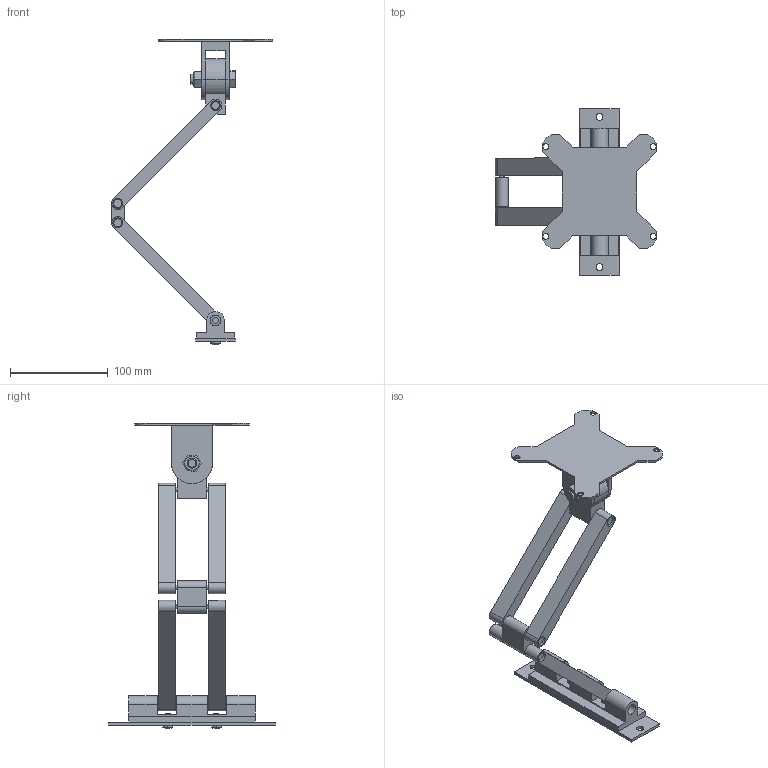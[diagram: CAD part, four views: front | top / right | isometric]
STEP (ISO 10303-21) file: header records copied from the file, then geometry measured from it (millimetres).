
FILE_DESCRIPTION (( 'STEP AP214' ), '1' );
FILE_NAME ('6920534', '2019-01-31T12:08:10', ( '' ), ('JUGARD+KÜNSTNER GmbH'), 'SwSTEP 2.0', 'SolidWorks 2017', '' );
FILE_SCHEMA (( 'AUTOMOTIVE_DESIGN' ));
Length unit declared in the file: millimetre
Products named in the file (7): Kopie von Ausleger_2^6920534; Kopie von Mittelteil^6920534; Kopie von Lager^6920534; Kopie von Gelenk^6920534; 6920534_CNAJF00; Kopie von Adapterplatte^6920534; Kopie von Ausleger^6920534
Assembly tree (6 placements, depth 2):
  6920534_CNAJF00
    Kopie von Lager^6920534
    Kopie von Ausleger^6920534
    Kopie von Mittelteil^6920534
    Kopie von Ausleger_2^6920534
    Kopie von Gelenk^6920534
    Kopie von Adapterplatte^6920534
Bounding box: 165.02 x 170 x 313 mm (x, y, z)
Volume: 318847.9 mm3; surface area: 111741.7 mm2
Topology: 6 solids, 8 shells, 299 faces, 727 edges, 478 vertices
Faces by surface type: plane 140, cylinder 126, cone 27, bspline 6
Entity records: 9698 total; most frequent: CARTESIAN_POINT 2092, DIRECTION 1547, ORIENTED_EDGE 1454, EDGE_CURVE 727, AXIS2_PLACEMENT_3D 591, VERTEX_POINT 478, EDGE_LOOP 369, VECTOR 365
